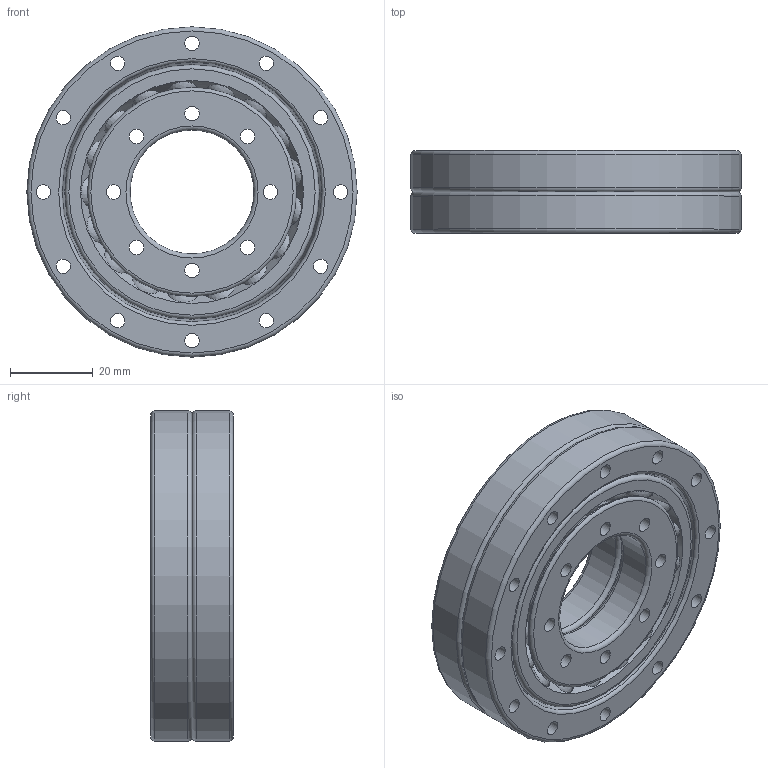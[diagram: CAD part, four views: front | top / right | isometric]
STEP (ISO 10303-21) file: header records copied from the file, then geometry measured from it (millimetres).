
FILE_DESCRIPTION(/* description */ (''),/* implementation_level */ '2;1');
FILE_NAME(/* name */ 'BBB_ANGULAR_80-30-10.step',/* time_stamp */ '2020-06-12T12:26:36+09:00',/* author */ (''),/* organization */ (''),/* preprocessor_version */ 'ST-DEVELOPER v18.1',/* originating_system */ 'Autodesk Translation Framework v9.3.0.1241',/* authorisation */ '');
FILE_SCHEMA (('AUTOMOTIVE_DESIGN { 1 0 10303 214 3 1 1 }'));
Length unit declared in the file: millimetre
Products named in the file (5): BBB_ANGULAR_80-30-10; INNER_RING; BALLS; RETAINER; OUTER_RING
Assembly tree (8 placements, depth 2):
  BBB_ANGULAR_80-30-10
    INNER_RING  x2
    RETAINER  x2
    OUTER_RING  x2
    BALLS  x2
Bounding box: 80 x 20 x 80 mm (x, y, z)
Volume: 72236.1 mm3; surface area: 46664.7 mm2
Topology: 40 solids, 40 shells, 160 faces, 602 edges, 420 vertices
Faces by surface type: sphere 68, cylinder 48, torus 26, plane 12, cone 4, bspline 2
Full cylindrical faces by diameter (mm): 3.5 x40, 30 x2, 50.6 x2, 55.719 x2, 80 x2
Entity records: 4655 total; most frequent: CARTESIAN_POINT 2058, DIRECTION 488, ORIENTED_EDGE 466, EDGE_CURVE 233, AXIS2_PLACEMENT_3D 231, VERTEX_POINT 210, EDGE_LOOP 177, CIRCLE 139
